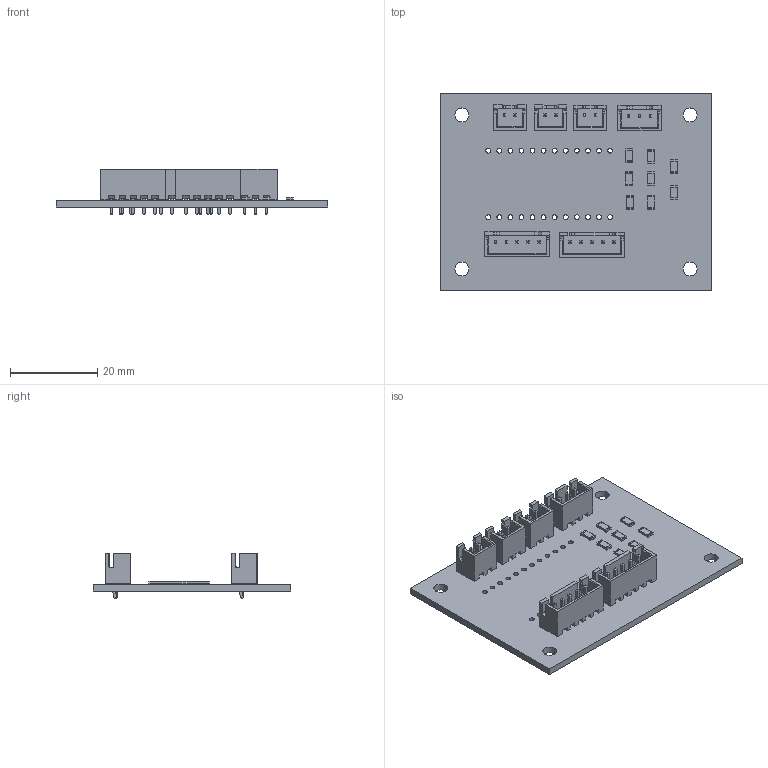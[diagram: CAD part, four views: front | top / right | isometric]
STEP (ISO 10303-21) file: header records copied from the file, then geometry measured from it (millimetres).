
FILE_DESCRIPTION(('KiCad electronic assembly'),'2;1');
FILE_NAME('Groove Coaster.step','2023-12-09T22:48:48',('Pcbnew'),( 'Kicad'),'Open CASCADE STEP processor 7.6','KiCad to STEP converter' ,'Unknown');
FILE_SCHEMA(('AUTOMOTIVE_DESIGN { 1 0 10303 214 1 1 1 1 }'));
Length unit declared in the file: millimetre
Products named in the file (10): Groove Coaster 1; R_1206_3216Metric; SOLID; JST_XH_B2B-XH-A_1x02_P2.50mm_Vertical; JST_XH_B3B-XH-A_1x03_P2.50mm_Vertical; JST_XH_B5B-XH-A_1x05_P2.50mm_Vertical; PCB
Assembly tree (19 placements, depth 3):
  Groove Coaster 1
    R_1206_3216Metric  x8
      SOLID
    JST_XH_B2B-XH-A_1x02_P2.50mm_Vertical  x3
      SOLID
    JST_XH_B3B-XH-A_1x03_P2.50mm_Vertical
      SOLID
    JST_XH_B5B-XH-A_1x05_P2.50mm_Vertical  x2
      SOLID
    PCB
Bounding box: 62.3 x 45.3 x 10.4 mm (x, y, z)
Volume: 5681.2 mm3; surface area: 9473.1 mm2
Topology: 15 solids, 15 shells, 975 faces, 2573 edges, 1666 vertices
Faces by surface type: plane 840, cylinder 135
Full cylindrical faces by diameter (mm): 0.95 x13, 1 x6, 1.1 x24, 3.2 x4
Entity records: 32789 total; most frequent: CARTESIAN_POINT 5474, DIRECTION 4548, LINE 3314, VECTOR 3314, ORIENTED_EDGE 2388, PCURVE 2388, DEFINITIONAL_REPRESENTATION 2388, EDGE_CURVE 1194
